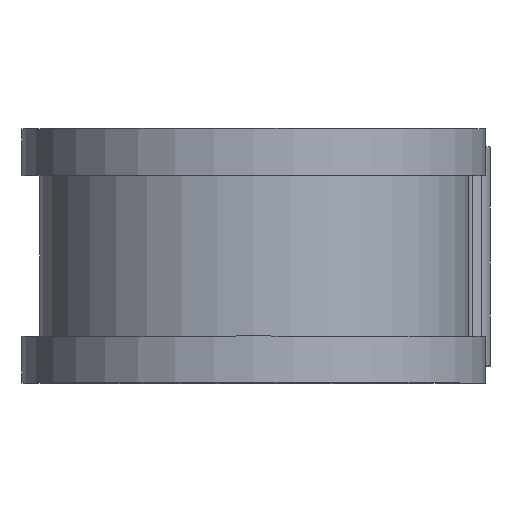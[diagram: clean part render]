
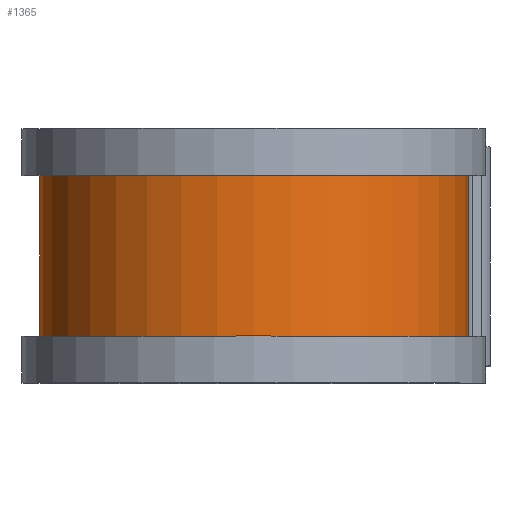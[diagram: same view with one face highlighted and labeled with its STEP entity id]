
A CAD part, top view. The second image highlights one B-rep face of the part: STEP entity #1365.
In plain terms, the highlighted cylindrical face has radius 18.618 mm (diameter 37.236 mm), a partial arc.
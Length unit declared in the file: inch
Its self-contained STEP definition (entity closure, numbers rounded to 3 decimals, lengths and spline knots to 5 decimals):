
#19 = ORIENTED_EDGE ( 'NONE', *, *, #1416, .T. ) ;
#113 = ORIENTED_EDGE ( 'NONE', *, *, #1318, .T. ) ;
#136 = DIRECTION ( 'NONE',  ( 0., 0., -1. ) ) ;
#231 = CIRCLE ( 'NONE', #1232, 0.733 ) ;
#250 = VERTEX_POINT ( 'NONE', #1176 ) ;
#296 = VERTEX_POINT ( 'NONE', #1288 ) ;
#309 = DIRECTION ( 'NONE',  ( 0., -1., 0. ) ) ;
#337 = AXIS2_PLACEMENT_3D ( 'NONE', #1523, #366, #356 ) ;
#356 = DIRECTION ( 'NONE',  ( 0., 0., -1. ) ) ;
#366 = DIRECTION ( 'NONE',  ( 0., -1., 0. ) ) ;
#391 = EDGE_CURVE ( 'NONE', #1387, #296, #947, .T. ) ;
#479 = VECTOR ( 'NONE', #1227, 39.37008 ) ;
#483 = CARTESIAN_POINT ( 'NONE',  ( 0.733, 0.275, 0. ) ) ;
#632 = VERTEX_POINT ( 'NONE', #1569 ) ;
#644 = FACE_OUTER_BOUND ( 'NONE', #999, .T. ) ;
#662 = ORIENTED_EDGE ( 'NONE', *, *, #391, .F. ) ;
#798 = CARTESIAN_POINT ( 'NONE',  ( 0.733, 0.375, 0. ) ) ;
#828 = ORIENTED_EDGE ( 'NONE', *, *, #1181, .F. ) ;
#867 = DIRECTION ( 'NONE',  ( 0., -1., 0. ) ) ;
#947 = LINE ( 'NONE', #798, #1551 ) ;
#981 = CARTESIAN_POINT ( 'NONE',  ( 0., 0.375, 0. ) ) ;
#999 = EDGE_LOOP ( 'NONE', ( #662, #113, #19, #828 ) ) ;
#1031 = CYLINDRICAL_SURFACE ( 'NONE', #1312, 0.733 ) ;
#1093 = DIRECTION ( 'NONE',  ( 0., -1., 0. ) ) ;
#1117 = CARTESIAN_POINT ( 'NONE',  ( 0., 0.375, -0.733 ) ) ;
#1176 = CARTESIAN_POINT ( 'NONE',  ( 0., 0.275, -0.733 ) ) ;
#1181 = EDGE_CURVE ( 'NONE', #296, #632, #1697, .T. ) ;
#1227 = DIRECTION ( 'NONE',  ( 0., -1., 0. ) ) ;
#1232 = AXIS2_PLACEMENT_3D ( 'NONE', #1740, #1093, #136 ) ;
#1253 = LINE ( 'NONE', #1117, #479 ) ;
#1288 = CARTESIAN_POINT ( 'NONE',  ( 0.733, -0.275, 0. ) ) ;
#1312 = AXIS2_PLACEMENT_3D ( 'NONE', #981, #309, #1536 ) ;
#1318 = EDGE_CURVE ( 'NONE', #1387, #250, #231, .T. ) ;
#1365 = ADVANCED_FACE ( 'NONE', ( #644 ), #1031, .T. ) ;
#1387 = VERTEX_POINT ( 'NONE', #483 ) ;
#1416 = EDGE_CURVE ( 'NONE', #250, #632, #1253, .T. ) ;
#1523 = CARTESIAN_POINT ( 'NONE',  ( 0., -0.275, 0. ) ) ;
#1536 = DIRECTION ( 'NONE',  ( 0., 0., -1. ) ) ;
#1551 = VECTOR ( 'NONE', #867, 39.37008 ) ;
#1569 = CARTESIAN_POINT ( 'NONE',  ( 0., -0.275, -0.733 ) ) ;
#1697 = CIRCLE ( 'NONE', #337, 0.733 ) ;
#1740 = CARTESIAN_POINT ( 'NONE',  ( 0., 0.275, 0. ) ) ;
